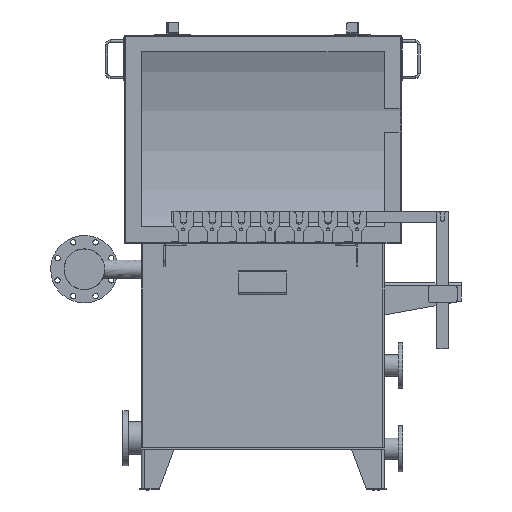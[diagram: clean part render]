
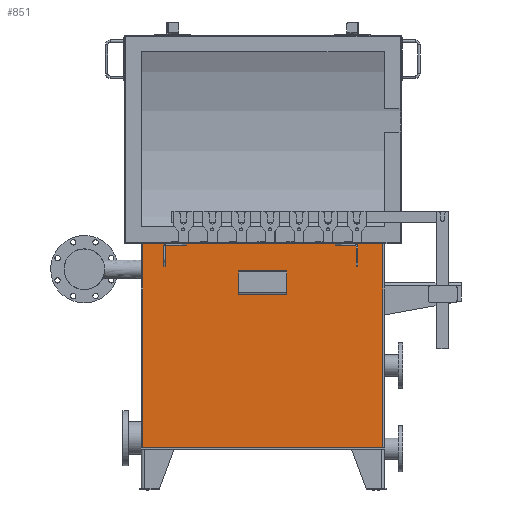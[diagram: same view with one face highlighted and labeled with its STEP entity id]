
A CAD part, left-side view. The second image highlights one B-rep face of the part: STEP entity #851.
In plain terms, the highlighted free-form (B-spline) face has degree [1, 1] with [2, 2] control points.
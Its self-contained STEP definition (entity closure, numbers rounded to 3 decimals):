
#828 = VERTEX_POINT('',#829);
#829 = CARTESIAN_POINT('',(-464.647,635.655,
    -8.095));
#834 = EDGE_CURVE('',#835,#828,#837,.T.);
#835 = VERTEX_POINT('',#836);
#836 = CARTESIAN_POINT('',(-464.647,-635.655,
    -8.095));
#837 = B_SPLINE_CURVE_WITH_KNOTS('',1,(#838,#839),.UNSPECIFIED.,.F.,.F.,
  (2,2),(0.,997.3),.PIECEWISE_BEZIER_KNOTS.);
#838 = CARTESIAN_POINT('',(-464.647,-635.655,
    -8.095));
#839 = CARTESIAN_POINT('',(-464.647,635.655,
    -8.095));
#851 = ADVANCED_FACE('',(#852),#874,.F.);
#852 = FACE_BOUND('',#853,.T.);
#853 = EDGE_LOOP('',(#854,#861,#868,#873));
#854 = ORIENTED_EDGE('',*,*,#855,.T.);
#855 = EDGE_CURVE('',#828,#856,#858,.T.);
#856 = VERTEX_POINT('',#857);
#857 = CARTESIAN_POINT('',(-464.647,635.655,
    -1084.955));
#858 = B_SPLINE_CURVE_WITH_KNOTS('',1,(#859,#860),.UNSPECIFIED.,.F.,.F.,
  (2,2),(0.,844.76),.PIECEWISE_BEZIER_KNOTS.);
#859 = CARTESIAN_POINT('',(-464.647,635.655,
    -8.095));
#860 = CARTESIAN_POINT('',(-464.647,635.655,
    -1084.955));
#861 = ORIENTED_EDGE('',*,*,#862,.F.);
#862 = EDGE_CURVE('',#863,#856,#865,.T.);
#863 = VERTEX_POINT('',#864);
#864 = CARTESIAN_POINT('',(-464.647,-635.655,
    -1084.955));
#865 = B_SPLINE_CURVE_WITH_KNOTS('',1,(#866,#867),.UNSPECIFIED.,.F.,.F.,
  (2,2),(0.,997.3),.PIECEWISE_BEZIER_KNOTS.);
#866 = CARTESIAN_POINT('',(-464.647,-635.655,
    -1084.955));
#867 = CARTESIAN_POINT('',(-464.647,635.655,
    -1084.955));
#868 = ORIENTED_EDGE('',*,*,#869,.F.);
#869 = EDGE_CURVE('',#835,#863,#870,.T.);
#870 = B_SPLINE_CURVE_WITH_KNOTS('',1,(#871,#872),.UNSPECIFIED.,.F.,.F.,
  (2,2),(0.,844.76),.PIECEWISE_BEZIER_KNOTS.);
#871 = CARTESIAN_POINT('',(-464.647,-635.655,
    -8.095));
#872 = CARTESIAN_POINT('',(-464.647,-635.655,
    -1084.955));
#873 = ORIENTED_EDGE('',*,*,#834,.T.);
#874 = B_SPLINE_SURFACE_WITH_KNOTS('',1,1,(
    (#875,#876)
    ,(#877,#878
    )),.UNSPECIFIED.,.F.,.F.,.F.,(2,2),(2,2),(-844.76,0.),(-997.3,
    0.),.PIECEWISE_BEZIER_KNOTS.);
#875 = CARTESIAN_POINT('',(-464.647,635.655,
    -1084.955));
#876 = CARTESIAN_POINT('',(-464.647,-635.655,
    -1084.955));
#877 = CARTESIAN_POINT('',(-464.647,635.655,
    -8.095));
#878 = CARTESIAN_POINT('',(-464.647,-635.655,
    -8.095));
